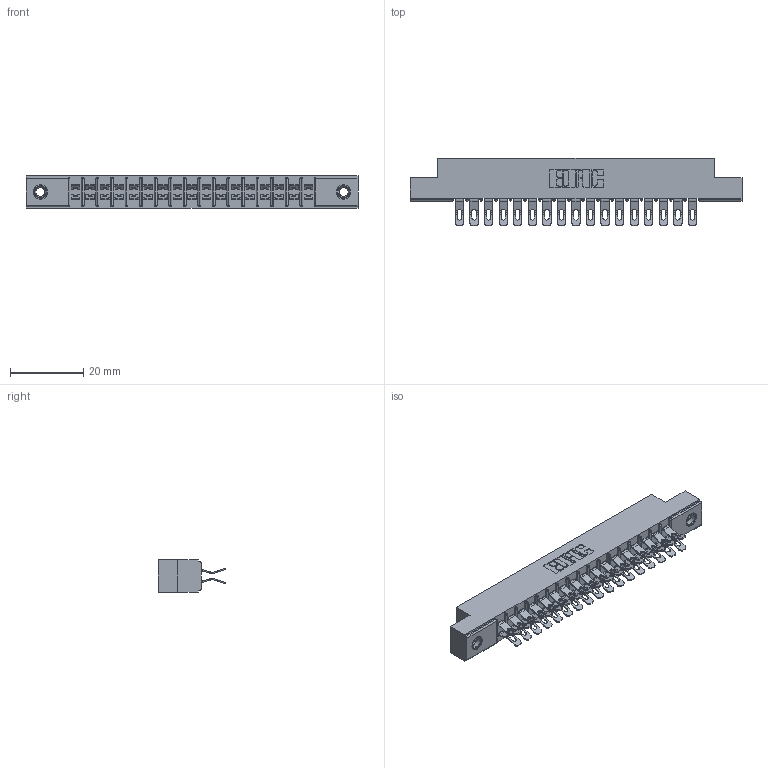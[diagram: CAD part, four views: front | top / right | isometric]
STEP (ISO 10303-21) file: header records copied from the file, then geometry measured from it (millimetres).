
FILE_DESCRIPTION (( 'STEP AP203' ), '1' );
FILE_NAME ('315-034-555-207.STEP', '2019-09-10T15:58:39', ( '' ), ( '' ), 'SwSTEP 2.0', 'SolidWorks 2016', '' );
FILE_SCHEMA (( 'CONFIG_CONTROL_DESIGN' ));
Length unit declared in the file: inch
Products named in the file (4): 305-290-001_555; 345-250-001_345-250-005-103; 305 Part_.156 Dia; 315-034-555-207
Assembly tree (37 placements, depth 2):
  315-034-555-207
    305 Part_.156 Dia
    305-290-001_555  x34
    345-250-001_345-250-005-103  x2
Bounding box: 90.37 x 18.41 x 8.71 mm (x, y, z)
Volume: 5766.4 mm3; surface area: 11200.6 mm2
Topology: 37 solids, 37 shells, 2420 faces, 7167 edges, 4678 vertices
Faces by surface type: plane 1188, cylinder 1148, sphere 68, cone 12, torus 4
Entity records: 23259 total; most frequent: CARTESIAN_POINT 3850, ORIENTED_EDGE 3802, DIRECTION 3749, EDGE_CURVE 1901, LINE 1487, VECTOR 1487, VERTEX_POINT 1216, AXIS2_PLACEMENT_3D 1131
